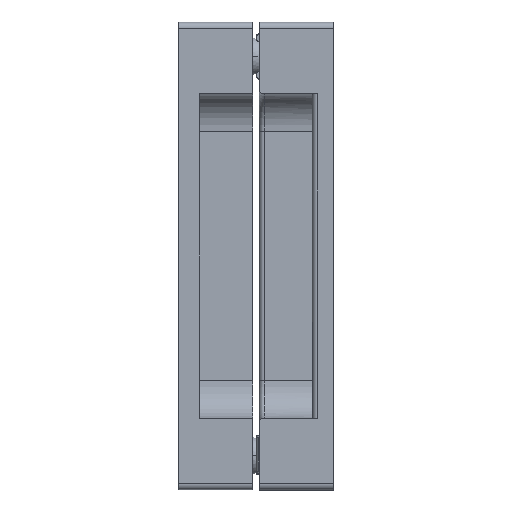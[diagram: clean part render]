
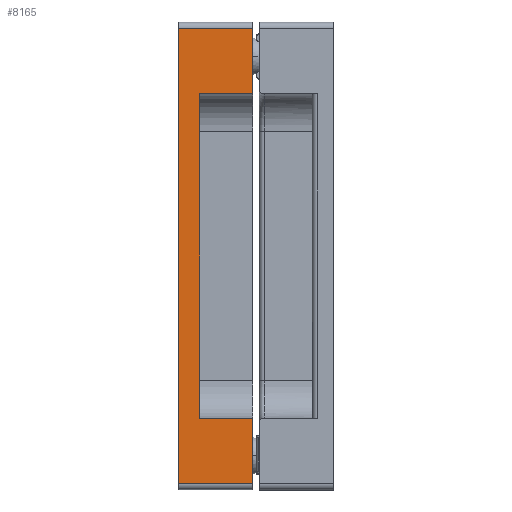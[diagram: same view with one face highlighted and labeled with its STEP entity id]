
A CAD part, left-side view. The second image highlights one B-rep face of the part: STEP entity #8165.
In plain terms, the highlighted planar face has unit normal (-1, 0, 0).
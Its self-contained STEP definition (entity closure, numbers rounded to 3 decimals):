
#744 = VERTEX_POINT ( 'NONE', #40412 ) ;
#1065 = VECTOR ( 'NONE', #19000, 1000. ) ;
#1588 = ORIENTED_EDGE ( 'NONE', *, *, #36708, .T. ) ;
#1924 = LINE ( 'NONE', #48921, #24660 ) ;
#1940 = ORIENTED_EDGE ( 'NONE', *, *, #4691, .T. ) ;
#3100 = EDGE_CURVE ( 'NONE', #46248, #45226, #19477, .T. ) ;
#3198 = VECTOR ( 'NONE', #38967, 1000. ) ;
#3763 = EDGE_LOOP ( 'NONE', ( #5089, #16321, #4400, #1940, #21319, #1588, #18816, #8501 ) ) ;
#3800 = CARTESIAN_POINT ( 'NONE',  ( -78.228, 66.329, 37.505 ) ) ;
#4071 = CARTESIAN_POINT ( 'NONE',  ( -78.228, 54.329, -36.495 ) ) ;
#4400 = ORIENTED_EDGE ( 'NONE', *, *, #3100, .F. ) ;
#4691 = EDGE_CURVE ( 'NONE', #46248, #34670, #1924, .T. ) ;
#5089 = ORIENTED_EDGE ( 'NONE', *, *, #22363, .T. ) ;
#5925 = CARTESIAN_POINT ( 'NONE',  ( -78.228, 54.329, -25.995 ) ) ;
#6403 = VERTEX_POINT ( 'NONE', #5925 ) ;
#6655 = LINE ( 'NONE', #37502, #11029 ) ;
#6849 = VECTOR ( 'NONE', #19275, 1000. ) ;
#8165 = ADVANCED_FACE ( 'NONE', ( #12953 ), #27623, .F. ) ;
#8501 = ORIENTED_EDGE ( 'NONE', *, *, #24998, .T. ) ;
#9350 = CARTESIAN_POINT ( 'NONE',  ( -78.228, 54.329, 37.505 ) ) ;
#11029 = VECTOR ( 'NONE', #45447, 1000. ) ;
#12235 = LINE ( 'NONE', #20189, #3198 ) ;
#12447 = VECTOR ( 'NONE', #17309, 1000. ) ;
#12953 = FACE_OUTER_BOUND ( 'NONE', #3763, .T. ) ;
#14731 = EDGE_CURVE ( 'NONE', #48450, #20332, #12235, .T. ) ;
#14986 = DIRECTION ( 'NONE',  ( 0., 1., 0. ) ) ;
#15662 = CARTESIAN_POINT ( 'NONE',  ( -78.228, 62.829, 26.005 ) ) ;
#16321 = ORIENTED_EDGE ( 'NONE', *, *, #27030, .T. ) ;
#16818 = DIRECTION ( 'NONE',  ( 1., 0., 0. ) ) ;
#17309 = DIRECTION ( 'NONE',  ( 0., 0., 1. ) ) ;
#18816 = ORIENTED_EDGE ( 'NONE', *, *, #14731, .F. ) ;
#18819 = CARTESIAN_POINT ( 'NONE',  ( -78.228, 62.829, -25.995 ) ) ;
#19000 = DIRECTION ( 'NONE',  ( 0., -1., 0. ) ) ;
#19275 = DIRECTION ( 'NONE',  ( 0., 1., 0. ) ) ;
#19477 = LINE ( 'NONE', #3800, #44574 ) ;
#20189 = CARTESIAN_POINT ( 'NONE',  ( -78.228, 62.829, 37.505 ) ) ;
#20332 = VERTEX_POINT ( 'NONE', #38751 ) ;
#20758 = VERTEX_POINT ( 'NONE', #43810 ) ;
#21319 = ORIENTED_EDGE ( 'NONE', *, *, #34466, .T. ) ;
#22363 = EDGE_CURVE ( 'NONE', #744, #20758, #36832, .T. ) ;
#23498 = CARTESIAN_POINT ( 'NONE',  ( -78.228, 66.329, 37.505 ) ) ;
#24660 = VECTOR ( 'NONE', #33044, 1000. ) ;
#24998 = EDGE_CURVE ( 'NONE', #48450, #744, #30579, .T. ) ;
#27030 = EDGE_CURVE ( 'NONE', #20758, #45226, #27749, .T. ) ;
#27623 = PLANE ( 'NONE',  #45912 ) ;
#27749 = LINE ( 'NONE', #47494, #6849 ) ;
#30579 = LINE ( 'NONE', #15662, #1065 ) ;
#30883 = CARTESIAN_POINT ( 'NONE',  ( -78.228, 62.829, 26.005 ) ) ;
#32190 = CARTESIAN_POINT ( 'NONE',  ( -78.228, 66.329, 36.505 ) ) ;
#33044 = DIRECTION ( 'NONE',  ( 0., -1., 0. ) ) ;
#34466 = EDGE_CURVE ( 'NONE', #34670, #6403, #6655, .T. ) ;
#34670 = VERTEX_POINT ( 'NONE', #4071 ) ;
#36708 = EDGE_CURVE ( 'NONE', #6403, #20332, #50645, .T. ) ;
#36832 = LINE ( 'NONE', #9350, #12447 ) ;
#37502 = CARTESIAN_POINT ( 'NONE',  ( -78.228, 54.329, 37.505 ) ) ;
#38750 = DIRECTION ( 'NONE',  ( 0., 0., 1. ) ) ;
#38751 = CARTESIAN_POINT ( 'NONE',  ( -78.228, 62.829, -25.995 ) ) ;
#38967 = DIRECTION ( 'NONE',  ( 0., 0., -1. ) ) ;
#39755 = VECTOR ( 'NONE', #14986, 1000. ) ;
#40412 = CARTESIAN_POINT ( 'NONE',  ( -78.228, 54.329, 26.005 ) ) ;
#43810 = CARTESIAN_POINT ( 'NONE',  ( -78.228, 54.329, 36.505 ) ) ;
#44026 = DIRECTION ( 'NONE',  ( 0., 1., 0. ) ) ;
#44574 = VECTOR ( 'NONE', #38750, 1000. ) ;
#45226 = VERTEX_POINT ( 'NONE', #32190 ) ;
#45447 = DIRECTION ( 'NONE',  ( 0., 0., 1. ) ) ;
#45912 = AXIS2_PLACEMENT_3D ( 'NONE', #23498, #16818, #44026 ) ;
#46248 = VERTEX_POINT ( 'NONE', #46868 ) ;
#46868 = CARTESIAN_POINT ( 'NONE',  ( -78.228, 66.329, -36.495 ) ) ;
#47494 = CARTESIAN_POINT ( 'NONE',  ( -78.228, 66.329, 36.505 ) ) ;
#48450 = VERTEX_POINT ( 'NONE', #30883 ) ;
#48921 = CARTESIAN_POINT ( 'NONE',  ( -78.228, 66.329, -36.495 ) ) ;
#50645 = LINE ( 'NONE', #18819, #39755 ) ;
